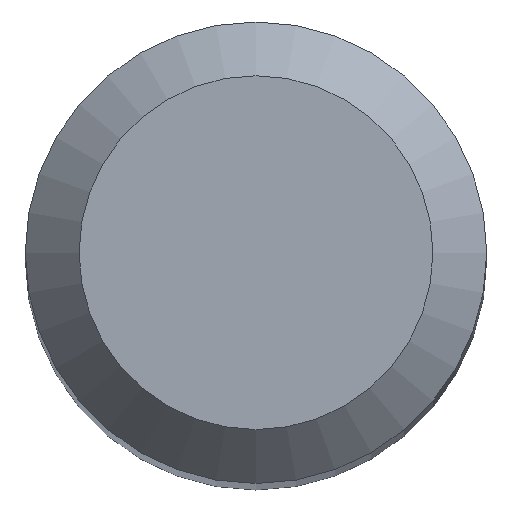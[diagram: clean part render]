
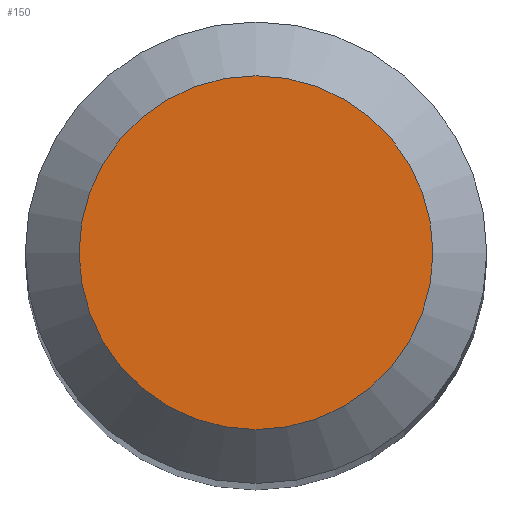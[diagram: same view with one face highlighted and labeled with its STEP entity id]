
A CAD part, top view. The second image highlights one B-rep face of the part: STEP entity #150.
In plain terms, the highlighted planar face has unit normal (0, 0, 1).
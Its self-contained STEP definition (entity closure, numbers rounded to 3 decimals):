
#4 = DIRECTION ( 'NONE',  ( 0., 0., -1. ) ) ;
#7 = CARTESIAN_POINT ( 'NONE',  ( 0., 0., 89. ) ) ;
#10 = AXIS2_PLACEMENT_3D ( 'NONE', #247, #166, #105 ) ;
#24 = ORIENTED_EDGE ( 'NONE', *, *, #178, .F. ) ;
#42 = CARTESIAN_POINT ( 'NONE',  ( 0., 2.3, 89. ) ) ;
#45 = EDGE_LOOP ( 'NONE', ( #24 ) ) ;
#46 = CIRCLE ( 'NONE', #10, 2.3 ) ;
#67 = PLANE ( 'NONE',  #140 ) ;
#105 = DIRECTION ( 'NONE',  ( 0., 1., 0. ) ) ;
#140 = AXIS2_PLACEMENT_3D ( 'NONE', #7, #4, #146 ) ;
#146 = DIRECTION ( 'NONE',  ( 0., 1., 0. ) ) ;
#150 = ADVANCED_FACE ( 'NONE', ( #193 ), #67, .F. ) ;
#166 = DIRECTION ( 'NONE',  ( 0., 0., -1. ) ) ;
#168 = VERTEX_POINT ( 'NONE', #42 ) ;
#178 = EDGE_CURVE ( 'NONE', #168, #168, #46, .T. ) ;
#193 = FACE_OUTER_BOUND ( 'NONE', #45, .T. ) ;
#247 = CARTESIAN_POINT ( 'NONE',  ( 0., 0., 89. ) ) ;
